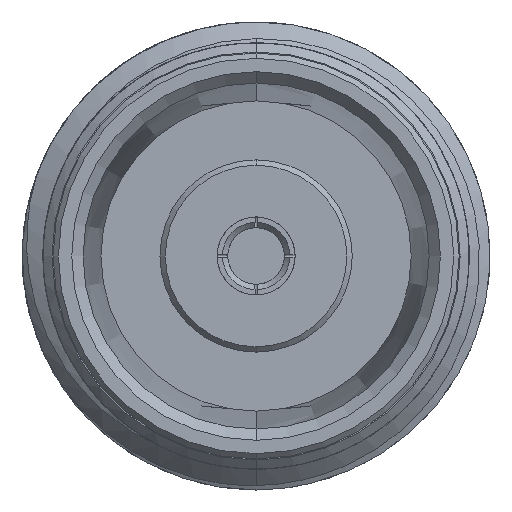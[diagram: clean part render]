
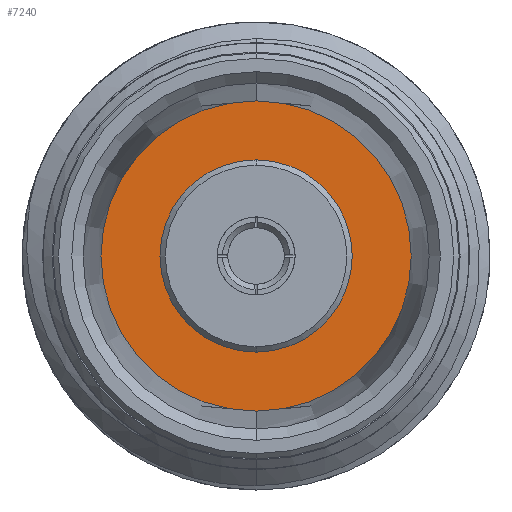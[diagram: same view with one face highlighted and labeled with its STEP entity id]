
A CAD part, left-side view. The second image highlights one B-rep face of the part: STEP entity #7240.
In plain terms, the highlighted planar face has unit normal (-1, 0, 0).
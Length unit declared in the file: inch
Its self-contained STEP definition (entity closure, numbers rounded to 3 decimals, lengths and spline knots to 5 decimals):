
#994 = ORIENTED_EDGE ( 'NONE', *, *, #9462, .T. ) ;
#1192 = CARTESIAN_POINT ( 'NONE',  ( 0.33, 0., 0.09 ) ) ;
#1498 = CARTESIAN_POINT ( 'NONE',  ( 0.33, 0., 0.14521 ) ) ;
#1520 = VERTEX_POINT ( 'NONE', #1192 ) ;
#1582 = ORIENTED_EDGE ( 'NONE', *, *, #9019, .T. ) ;
#2045 = EDGE_LOOP ( 'NONE', ( #9822, #10971 ) ) ;
#2161 = CIRCLE ( 'NONE', #11524, 0.14521 ) ;
#2180 = CARTESIAN_POINT ( 'NONE',  ( 0.33, 0., 0. ) ) ;
#2232 = DIRECTION ( 'NONE',  ( 0., 0., 1. ) ) ;
#3310 = FACE_OUTER_BOUND ( 'NONE', #5514, .T. ) ;
#3472 = DIRECTION ( 'NONE',  ( -1., 0., 0. ) ) ;
#3844 = AXIS2_PLACEMENT_3D ( 'NONE', #2180, #4104, #7759 ) ;
#3887 = CIRCLE ( 'NONE', #4659, 0.14521 ) ;
#4104 = DIRECTION ( 'NONE',  ( -1., 0., 0. ) ) ;
#4219 = DIRECTION ( 'NONE',  ( -1., 0., 0. ) ) ;
#4607 = VERTEX_POINT ( 'NONE', #6349 ) ;
#4659 = AXIS2_PLACEMENT_3D ( 'NONE', #6677, #11153, #10444 ) ;
#4665 = CARTESIAN_POINT ( 'NONE',  ( 0.33, 0., 0. ) ) ;
#4888 = VERTEX_POINT ( 'NONE', #8210 ) ;
#5112 = CARTESIAN_POINT ( 'NONE',  ( 0.33, 0., 0. ) ) ;
#5510 = DIRECTION ( 'NONE',  ( -1., 0., 0. ) ) ;
#5514 = EDGE_LOOP ( 'NONE', ( #1582, #994 ) ) ;
#5788 = EDGE_CURVE ( 'NONE', #1520, #4888, #5963, .T. ) ;
#5963 = CIRCLE ( 'NONE', #3844, 0.09 ) ;
#6025 = AXIS2_PLACEMENT_3D ( 'NONE', #5112, #4219, #2232 ) ;
#6349 = CARTESIAN_POINT ( 'NONE',  ( 0.33, 0., -0.14521 ) ) ;
#6460 = EDGE_CURVE ( 'NONE', #4888, #1520, #10329, .T. ) ;
#6677 = CARTESIAN_POINT ( 'NONE',  ( 0.33, 0., 0. ) ) ;
#7240 = ADVANCED_FACE ( 'NONE', ( #10429, #3310 ), #8640, .T. ) ;
#7759 = DIRECTION ( 'NONE',  ( 0., 0., 1. ) ) ;
#7855 = VERTEX_POINT ( 'NONE', #1498 ) ;
#8204 = DIRECTION ( 'NONE',  ( 0., 0., 1. ) ) ;
#8210 = CARTESIAN_POINT ( 'NONE',  ( 0.33, 0., -0.09 ) ) ;
#8640 = PLANE ( 'NONE',  #6025 ) ;
#8982 = DIRECTION ( 'NONE',  ( 0., 0., 1. ) ) ;
#9019 = EDGE_CURVE ( 'NONE', #7855, #4607, #2161, .T. ) ;
#9462 = EDGE_CURVE ( 'NONE', #4607, #7855, #3887, .T. ) ;
#9822 = ORIENTED_EDGE ( 'NONE', *, *, #6460, .F. ) ;
#10329 = CIRCLE ( 'NONE', #11139, 0.09 ) ;
#10429 = FACE_BOUND ( 'NONE', #2045, .T. ) ;
#10444 = DIRECTION ( 'NONE',  ( 0., 0., 1. ) ) ;
#10971 = ORIENTED_EDGE ( 'NONE', *, *, #5788, .F. ) ;
#11139 = AXIS2_PLACEMENT_3D ( 'NONE', #11481, #3472, #8982 ) ;
#11153 = DIRECTION ( 'NONE',  ( -1., 0., 0. ) ) ;
#11481 = CARTESIAN_POINT ( 'NONE',  ( 0.33, 0., 0. ) ) ;
#11524 = AXIS2_PLACEMENT_3D ( 'NONE', #4665, #5510, #8204 ) ;
